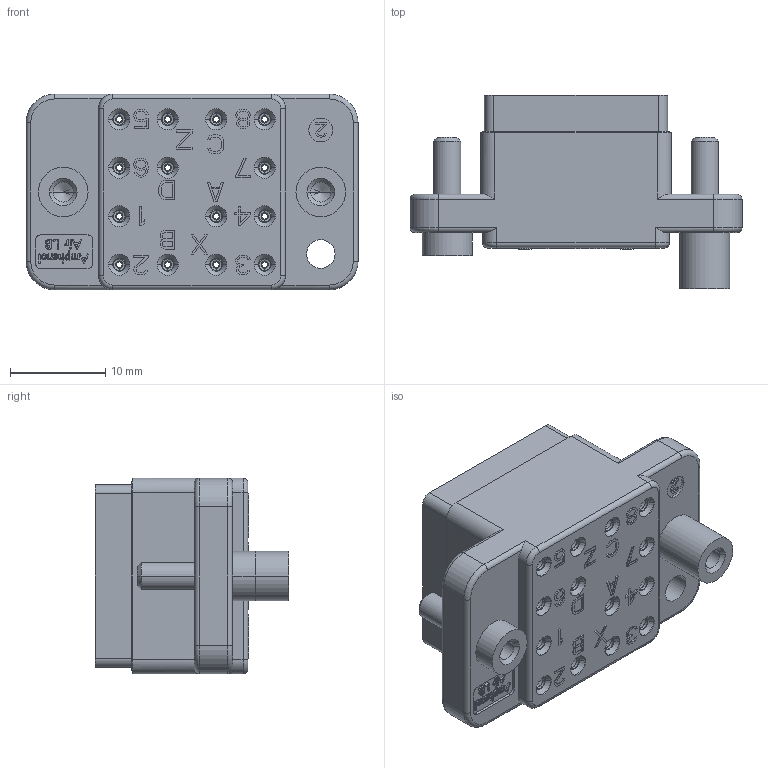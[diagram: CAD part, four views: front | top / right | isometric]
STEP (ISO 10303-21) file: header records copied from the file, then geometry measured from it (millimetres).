
FILE_DESCRIPTION((''),'2;1');
FILE_NAME('00158120202','2020-09-23T',('presta_be4'),(''),'CREO PARAMETRIC BY PTC INC, 2018360','CREO PARAMETRIC BY PTC INC, 2018360','');
FILE_SCHEMA(('CONFIG_CONTROL_DESIGN'));
Products named in the file (1): 00158120202
Bounding box: 34.8 x 20.31 x 20.5 mm (x, y, z)
Volume: 6651 mm3; surface area: 5639.3 mm2
Topology: 1 solids, 1 shells, 2542 faces, 6656 edges, 4250 vertices
Faces by surface type: plane 1310, cylinder 400, cone 332, torus 296, extrusion 204
Entity records: 80229 total; most frequent: CARTESIAN_POINT 18419, ORIENTED_EDGE 13304, DIRECTION 12092, EDGE_CURVE 6652, VERTEX_POINT 4250, VECTOR 4120, AXIS2_PLACEMENT_3D 3986, LINE 3916
